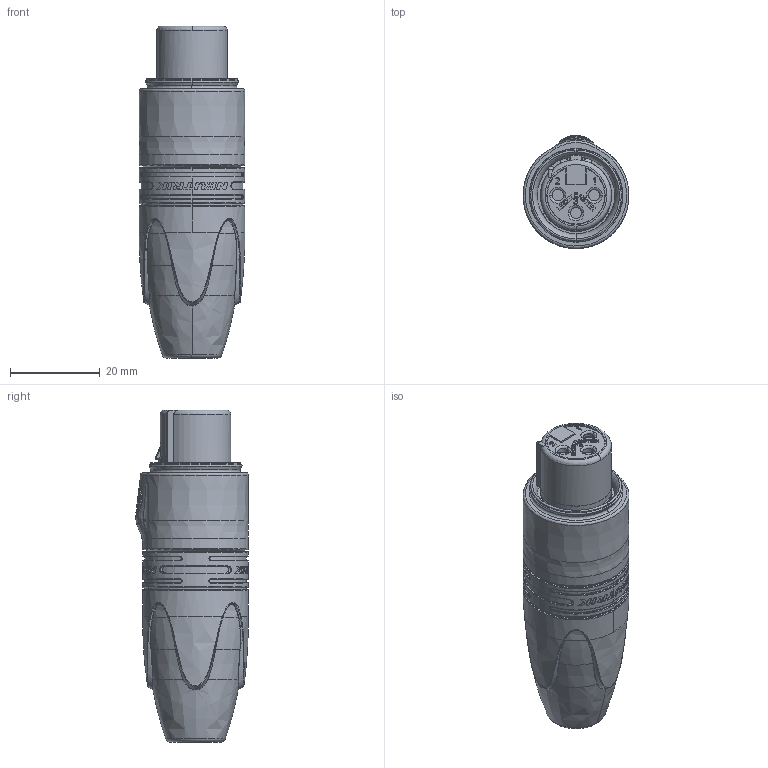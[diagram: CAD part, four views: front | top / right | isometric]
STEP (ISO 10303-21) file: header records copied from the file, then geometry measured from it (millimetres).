
FILE_DESCRIPTION((''),'2;1');
FILE_NAME('30011442','2024-05-02T15:26:34',('SYSTEM'),(''),'CREO PARAMETRIC BY PTC INC, 2023424','CREO PARAMETRIC BY PTC INC, 2023424','');
FILE_SCHEMA(('CONFIG_CONTROL_DESIGN'));
Length unit declared in the file: millimetre
Products named in the file (1): 30011442
Bounding box: 23.6 x 25.17 x 74 mm (x, y, z)
Volume: 25422.5 mm3; surface area: 6156.7 mm2
Topology: 1 solids, 1 shells, 859 faces, 2245 edges, 1437 vertices
Faces by surface type: plane 488, bspline 175, cylinder 119, torus 55, cone 15, extrusion 4, sphere 3
Entity records: 39023 total; most frequent: CARTESIAN_POINT 19297, ORIENTED_EDGE 4488, DIRECTION 3515, EDGE_CURVE 2244, VERTEX_POINT 1437, VECTOR 1177, LINE 1173, AXIS2_PLACEMENT_3D 1169
